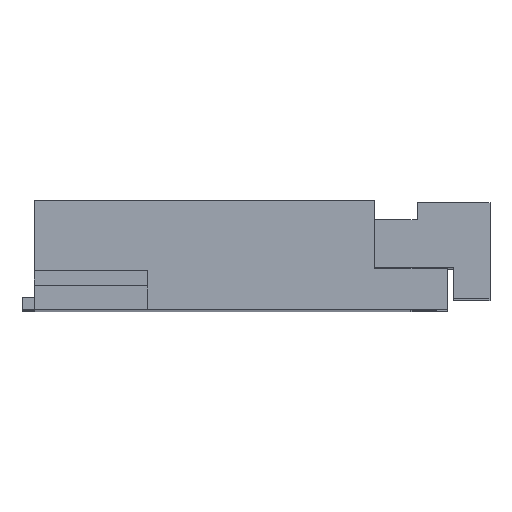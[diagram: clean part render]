
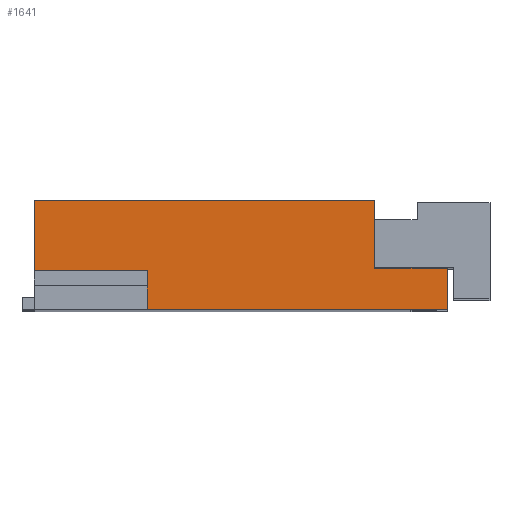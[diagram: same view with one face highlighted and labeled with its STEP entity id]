
A CAD part, top view. The second image highlights one B-rep face of the part: STEP entity #1641.
In plain terms, the highlighted planar face has unit normal (0, 0, 1).
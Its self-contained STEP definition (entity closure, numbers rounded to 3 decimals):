
#64 = VERTEX_POINT('',#65);
#65 = CARTESIAN_POINT('',(0.93,-0.9,0.));
#1191 = VERTEX_POINT('',#1192);
#1192 = CARTESIAN_POINT('',(3.4,-0.9,0.));
#1198 = EDGE_CURVE('',#64,#1191,#1199,.T.);
#1199 = LINE('',#1200,#1201);
#1200 = CARTESIAN_POINT('',(0.,-0.9,0.));
#1201 = VECTOR('',#1202,1.);
#1202 = DIRECTION('',(1.,0.,0.));
#1641 = ADVANCED_FACE('',(#1642),#1699,.T.);
#1642 = FACE_BOUND('',#1643,.T.);
#1643 = EDGE_LOOP('',(#1644,#1654,#1660,#1661,#1669,#1677,#1685,#1693));
#1644 = ORIENTED_EDGE('',*,*,#1645,.F.);
#1645 = EDGE_CURVE('',#1646,#1648,#1650,.T.);
#1646 = VERTEX_POINT('',#1647);
#1647 = CARTESIAN_POINT('',(0.93,-0.58,0.));
#1648 = VERTEX_POINT('',#1649);
#1649 = CARTESIAN_POINT('',(0.,-0.58,0.));
#1650 = LINE('',#1651,#1652);
#1651 = CARTESIAN_POINT('',(0.,-0.58,0.));
#1652 = VECTOR('',#1653,1.);
#1653 = DIRECTION('',(-1.,0.,0.));
#1654 = ORIENTED_EDGE('',*,*,#1655,.F.);
#1655 = EDGE_CURVE('',#64,#1646,#1656,.T.);
#1656 = LINE('',#1657,#1658);
#1657 = CARTESIAN_POINT('',(0.93,-0.9,0.));
#1658 = VECTOR('',#1659,1.);
#1659 = DIRECTION('',(0.,1.,0.));
#1660 = ORIENTED_EDGE('',*,*,#1198,.T.);
#1661 = ORIENTED_EDGE('',*,*,#1662,.T.);
#1662 = EDGE_CURVE('',#1191,#1663,#1665,.T.);
#1663 = VERTEX_POINT('',#1664);
#1664 = CARTESIAN_POINT('',(3.4,-0.56,0.));
#1665 = LINE('',#1666,#1667);
#1666 = CARTESIAN_POINT('',(3.4,-0.56,0.));
#1667 = VECTOR('',#1668,1.);
#1668 = DIRECTION('',(0.,1.,0.));
#1669 = ORIENTED_EDGE('',*,*,#1670,.T.);
#1670 = EDGE_CURVE('',#1663,#1671,#1673,.T.);
#1671 = VERTEX_POINT('',#1672);
#1672 = CARTESIAN_POINT('',(2.8,-0.56,0.));
#1673 = LINE('',#1674,#1675);
#1674 = CARTESIAN_POINT('',(2.8,-0.56,0.));
#1675 = VECTOR('',#1676,1.);
#1676 = DIRECTION('',(-1.,0.,0.));
#1677 = ORIENTED_EDGE('',*,*,#1678,.T.);
#1678 = EDGE_CURVE('',#1671,#1679,#1681,.T.);
#1679 = VERTEX_POINT('',#1680);
#1680 = CARTESIAN_POINT('',(2.8,0.,0.));
#1681 = LINE('',#1682,#1683);
#1682 = CARTESIAN_POINT('',(2.8,0.,0.));
#1683 = VECTOR('',#1684,1.);
#1684 = DIRECTION('',(0.,1.,0.));
#1685 = ORIENTED_EDGE('',*,*,#1686,.T.);
#1686 = EDGE_CURVE('',#1679,#1687,#1689,.T.);
#1687 = VERTEX_POINT('',#1688);
#1688 = CARTESIAN_POINT('',(0.,0.,0.));
#1689 = LINE('',#1690,#1691);
#1690 = CARTESIAN_POINT('',(0.,0.,0.));
#1691 = VECTOR('',#1692,1.);
#1692 = DIRECTION('',(-1.,0.,0.));
#1693 = ORIENTED_EDGE('',*,*,#1694,.T.);
#1694 = EDGE_CURVE('',#1687,#1648,#1695,.T.);
#1695 = LINE('',#1696,#1697);
#1696 = CARTESIAN_POINT('',(0.,0.,0.));
#1697 = VECTOR('',#1698,1.);
#1698 = DIRECTION('',(0.,-1.,0.));
#1699 = PLANE('',#1700);
#1700 = AXIS2_PLACEMENT_3D('',#1701,#1702,#1703);
#1701 = CARTESIAN_POINT('',(0.,-0.9,0.));
#1702 = DIRECTION('',(0.,0.,1.));
#1703 = DIRECTION('',(1.,0.,-0.));
